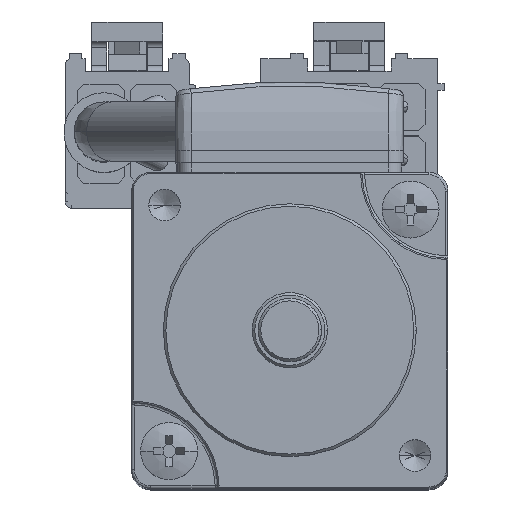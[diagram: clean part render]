
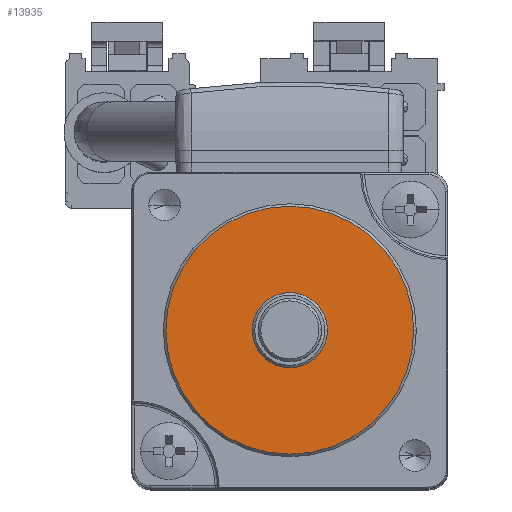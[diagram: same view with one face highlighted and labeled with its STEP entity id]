
A CAD part, top view. The second image highlights one B-rep face of the part: STEP entity #13935.
In plain terms, the highlighted planar face has unit normal (0, 0, 1).
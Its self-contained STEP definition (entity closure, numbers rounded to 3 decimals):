
#686 = CARTESIAN_POINT ( 'NONE',  ( 0., 0., 25.8 ) ) ;
#1121 = DIRECTION ( 'NONE',  ( 0., 0., 1. ) ) ;
#1589 = VERTEX_POINT ( 'NONE', #17132 ) ;
#1620 = EDGE_CURVE ( 'NONE', #1589, #4869, #21043, .T. ) ;
#1749 = EDGE_LOOP ( 'NONE', ( #11315, #5342 ) ) ;
#2150 = AXIS2_PLACEMENT_3D ( 'NONE', #3939, #12473, #7265 ) ;
#2258 = CIRCLE ( 'NONE', #2150, 9.8 ) ;
#2816 = FACE_OUTER_BOUND ( 'NONE', #1749, .T. ) ;
#3572 = AXIS2_PLACEMENT_3D ( 'NONE', #686, #16518, #5992 ) ;
#3939 = CARTESIAN_POINT ( 'NONE',  ( 0., 0., 25.8 ) ) ;
#4591 = CIRCLE ( 'NONE', #3572, 2.975 ) ;
#4869 = VERTEX_POINT ( 'NONE', #16023 ) ;
#5342 = ORIENTED_EDGE ( 'NONE', *, *, #1620, .F. ) ;
#5992 = DIRECTION ( 'NONE',  ( -1., 0., 0. ) ) ;
#6318 = DIRECTION ( 'NONE',  ( 0., 0., -1. ) ) ;
#7265 = DIRECTION ( 'NONE',  ( -1., 0., 0. ) ) ;
#7387 = AXIS2_PLACEMENT_3D ( 'NONE', #13714, #6318, #16860 ) ;
#7960 = DIRECTION ( 'NONE',  ( 1., 0., 0. ) ) ;
#10771 = AXIS2_PLACEMENT_3D ( 'NONE', #13579, #11870, #11949 ) ;
#11107 = VERTEX_POINT ( 'NONE', #21416 ) ;
#11123 = EDGE_CURVE ( 'NONE', #4869, #1589, #2258, .T. ) ;
#11315 = ORIENTED_EDGE ( 'NONE', *, *, #11123, .F. ) ;
#11647 = PLANE ( 'NONE',  #19607 ) ;
#11870 = DIRECTION ( 'NONE',  ( 0., 0., -1. ) ) ;
#11949 = DIRECTION ( 'NONE',  ( -1., 0., 0. ) ) ;
#12473 = DIRECTION ( 'NONE',  ( 0., 0., -1. ) ) ;
#13579 = CARTESIAN_POINT ( 'NONE',  ( 0., 0., 25.8 ) ) ;
#13678 = CARTESIAN_POINT ( 'NONE',  ( 2.975, 0., 25.8 ) ) ;
#13714 = CARTESIAN_POINT ( 'NONE',  ( 0., 0., 25.8 ) ) ;
#13715 = ORIENTED_EDGE ( 'NONE', *, *, #19340, .T. ) ;
#13935 = ADVANCED_FACE ( 'NONE', ( #2816, #19079 ), #11647, .T. ) ;
#14536 = CIRCLE ( 'NONE', #7387, 2.975 ) ;
#15057 = CARTESIAN_POINT ( 'NONE',  ( 0., 0., 25.8 ) ) ;
#15251 = EDGE_LOOP ( 'NONE', ( #17268, #13715 ) ) ;
#16023 = CARTESIAN_POINT ( 'NONE',  ( -9.8, 0., 25.8 ) ) ;
#16518 = DIRECTION ( 'NONE',  ( 0., 0., -1. ) ) ;
#16860 = DIRECTION ( 'NONE',  ( -1., 0., 0. ) ) ;
#17132 = CARTESIAN_POINT ( 'NONE',  ( 9.8, 0., 25.8 ) ) ;
#17268 = ORIENTED_EDGE ( 'NONE', *, *, #19626, .T. ) ;
#19079 = FACE_BOUND ( 'NONE', #15251, .T. ) ;
#19340 = EDGE_CURVE ( 'NONE', #22202, #11107, #14536, .T. ) ;
#19607 = AXIS2_PLACEMENT_3D ( 'NONE', #15057, #1121, #7960 ) ;
#19626 = EDGE_CURVE ( 'NONE', #11107, #22202, #4591, .T. ) ;
#21043 = CIRCLE ( 'NONE', #10771, 9.8 ) ;
#21416 = CARTESIAN_POINT ( 'NONE',  ( -2.975, 0., 25.8 ) ) ;
#22202 = VERTEX_POINT ( 'NONE', #13678 ) ;
